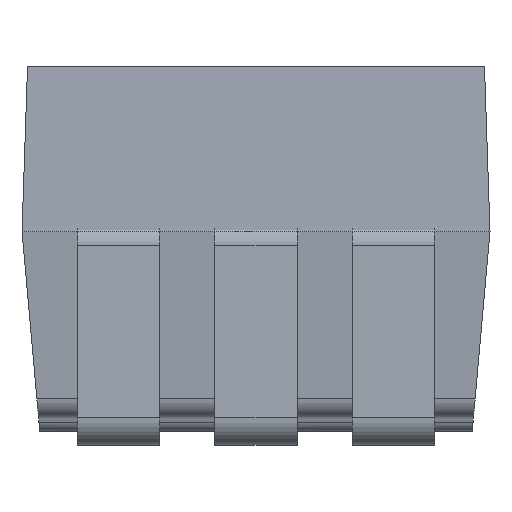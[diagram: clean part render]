
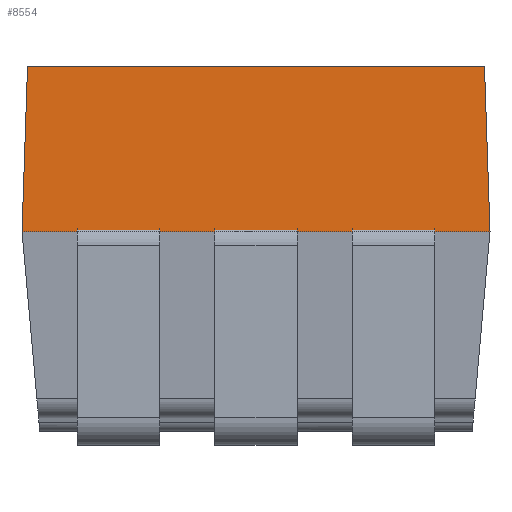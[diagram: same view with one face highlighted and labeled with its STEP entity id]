
A CAD part, front view. The second image highlights one B-rep face of the part: STEP entity #8554.
In plain terms, the highlighted planar face has unit normal (0, -0.999, 0.033).
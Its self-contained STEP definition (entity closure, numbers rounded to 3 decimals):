
#7786 = PLANE('',#7787);
#7787 = AXIS2_PLACEMENT_3D('',#7788,#7789,#7790);
#7788 = CARTESIAN_POINT('',(-1.68,0.,-0.601));
#7789 = DIRECTION('',(-0.999,0.,0.033));
#7790 = DIRECTION('',(0.033,0.,0.999));
#8006 = PLANE('',#8007);
#8007 = AXIS2_PLACEMENT_3D('',#8008,#8009,#8010);
#8008 = CARTESIAN_POINT('',(1.68,0.,-0.601));
#8009 = DIRECTION('',(0.999,0.,0.033));
#8010 = DIRECTION('',(0.,-1.,0.));
#8058 = PLANE('',#8059);
#8059 = AXIS2_PLACEMENT_3D('',#8060,#8061,#8062);
#8060 = CARTESIAN_POINT('',(0.,0.,-1.201));
#8061 = DIRECTION('',(0.,0.,-1.));
#8062 = DIRECTION('',(0.,1.,0.));
#8076 = VERTEX_POINT('',#8077);
#8077 = CARTESIAN_POINT('',(1.7,-1.7,-1.201));
#8098 = EDGE_CURVE('',#8076,#8099,#8101,.T.);
#8099 = VERTEX_POINT('',#8100);
#8100 = CARTESIAN_POINT('',(-1.7,-1.7,-1.201));
#8101 = SURFACE_CURVE('',#8102,(#8106,#8113),.PCURVE_S1.);
#8102 = LINE('',#8103,#8104);
#8103 = CARTESIAN_POINT('',(1.7,-1.7,-1.201));
#8104 = VECTOR('',#8105,1.);
#8105 = DIRECTION('',(-1.,0.,0.));
#8106 = PCURVE('',#8058,#8107);
#8107 = DEFINITIONAL_REPRESENTATION('',(#8108),#8112);
#8108 = LINE('',#8109,#8110);
#8109 = CARTESIAN_POINT('',(-1.7,1.7));
#8110 = VECTOR('',#8111,1.);
#8111 = DIRECTION('',(0.,-1.));
#8112 = ( GEOMETRIC_REPRESENTATION_CONTEXT(2) 
PARAMETRIC_REPRESENTATION_CONTEXT() REPRESENTATION_CONTEXT('2D SPACE',''
  ) );
#8113 = PCURVE('',#8114,#8119);
#8114 = PLANE('',#8115);
#8115 = AXIS2_PLACEMENT_3D('',#8116,#8117,#8118);
#8116 = CARTESIAN_POINT('',(0.,-1.68,-0.601));
#8117 = DIRECTION('',(0.,-0.999,0.033));
#8118 = DIRECTION('',(0.,-0.033,-0.999));
#8119 = DEFINITIONAL_REPRESENTATION('',(#8120),#8124);
#8120 = LINE('',#8121,#8122);
#8121 = CARTESIAN_POINT('',(0.6,1.7));
#8122 = VECTOR('',#8123,1.);
#8123 = DIRECTION('',(-0.,-1.));
#8124 = ( GEOMETRIC_REPRESENTATION_CONTEXT(2) 
PARAMETRIC_REPRESENTATION_CONTEXT() REPRESENTATION_CONTEXT('2D SPACE',''
  ) );
#8253 = EDGE_CURVE('',#8254,#8099,#8256,.T.);
#8254 = VERTEX_POINT('',#8255);
#8255 = CARTESIAN_POINT('',(-1.66,-1.66,0.));
#8256 = SURFACE_CURVE('',#8257,(#8261,#8268),.PCURVE_S1.);
#8257 = LINE('',#8258,#8259);
#8258 = CARTESIAN_POINT('',(-1.66,-1.66,0.));
#8259 = VECTOR('',#8260,1.);
#8260 = DIRECTION('',(-0.033,-0.033,
    -0.999));
#8261 = PCURVE('',#7786,#8262);
#8262 = DEFINITIONAL_REPRESENTATION('',(#8263),#8267);
#8263 = LINE('',#8264,#8265);
#8264 = CARTESIAN_POINT('',(0.6,-1.66));
#8265 = VECTOR('',#8266,1.);
#8266 = DIRECTION('',(-0.999,-0.033));
#8267 = ( GEOMETRIC_REPRESENTATION_CONTEXT(2) 
PARAMETRIC_REPRESENTATION_CONTEXT() REPRESENTATION_CONTEXT('2D SPACE',''
  ) );
#8268 = PCURVE('',#8114,#8269);
#8269 = DEFINITIONAL_REPRESENTATION('',(#8270),#8274);
#8270 = LINE('',#8271,#8272);
#8271 = CARTESIAN_POINT('',(-0.6,-1.66));
#8272 = VECTOR('',#8273,1.);
#8273 = DIRECTION('',(0.999,-0.033));
#8274 = ( GEOMETRIC_REPRESENTATION_CONTEXT(2) 
PARAMETRIC_REPRESENTATION_CONTEXT() REPRESENTATION_CONTEXT('2D SPACE',''
  ) );
#8292 = PLANE('',#8293);
#8293 = AXIS2_PLACEMENT_3D('',#8294,#8295,#8296);
#8294 = CARTESIAN_POINT('',(0.,0.,0.));
#8295 = DIRECTION('',(0.,0.,-1.));
#8296 = DIRECTION('',(0.,1.,0.));
#8507 = VERTEX_POINT('',#8508);
#8508 = CARTESIAN_POINT('',(1.66,-1.66,0.));
#8529 = EDGE_CURVE('',#8507,#8076,#8530,.T.);
#8530 = SURFACE_CURVE('',#8531,(#8535,#8542),.PCURVE_S1.);
#8531 = LINE('',#8532,#8533);
#8532 = CARTESIAN_POINT('',(1.66,-1.66,0.));
#8533 = VECTOR('',#8534,1.);
#8534 = DIRECTION('',(0.033,-0.033,
    -0.999));
#8535 = PCURVE('',#8006,#8536);
#8536 = DEFINITIONAL_REPRESENTATION('',(#8537),#8541);
#8537 = LINE('',#8538,#8539);
#8538 = CARTESIAN_POINT('',(1.66,-0.6));
#8539 = VECTOR('',#8540,1.);
#8540 = DIRECTION('',(0.033,0.999));
#8541 = ( GEOMETRIC_REPRESENTATION_CONTEXT(2) 
PARAMETRIC_REPRESENTATION_CONTEXT() REPRESENTATION_CONTEXT('2D SPACE',''
  ) );
#8542 = PCURVE('',#8114,#8543);
#8543 = DEFINITIONAL_REPRESENTATION('',(#8544),#8548);
#8544 = LINE('',#8545,#8546);
#8545 = CARTESIAN_POINT('',(-0.6,1.66));
#8546 = VECTOR('',#8547,1.);
#8547 = DIRECTION('',(0.999,0.033));
#8548 = ( GEOMETRIC_REPRESENTATION_CONTEXT(2) 
PARAMETRIC_REPRESENTATION_CONTEXT() REPRESENTATION_CONTEXT('2D SPACE',''
  ) );
#8554 = ADVANCED_FACE('',(#8555),#8114,.T.);
#8555 = FACE_BOUND('',#8556,.T.);
#8556 = EDGE_LOOP('',(#8557,#8558,#8559,#8560));
#8557 = ORIENTED_EDGE('',*,*,#8253,.T.);
#8558 = ORIENTED_EDGE('',*,*,#8098,.F.);
#8559 = ORIENTED_EDGE('',*,*,#8529,.F.);
#8560 = ORIENTED_EDGE('',*,*,#8561,.T.);
#8561 = EDGE_CURVE('',#8507,#8254,#8562,.T.);
#8562 = SURFACE_CURVE('',#8563,(#8567,#8574),.PCURVE_S1.);
#8563 = LINE('',#8564,#8565);
#8564 = CARTESIAN_POINT('',(1.66,-1.66,0.));
#8565 = VECTOR('',#8566,1.);
#8566 = DIRECTION('',(-1.,0.,0.));
#8567 = PCURVE('',#8114,#8568);
#8568 = DEFINITIONAL_REPRESENTATION('',(#8569),#8573);
#8569 = LINE('',#8570,#8571);
#8570 = CARTESIAN_POINT('',(-0.6,1.66));
#8571 = VECTOR('',#8572,1.);
#8572 = DIRECTION('',(-0.,-1.));
#8573 = ( GEOMETRIC_REPRESENTATION_CONTEXT(2) 
PARAMETRIC_REPRESENTATION_CONTEXT() REPRESENTATION_CONTEXT('2D SPACE',''
  ) );
#8574 = PCURVE('',#8292,#8575);
#8575 = DEFINITIONAL_REPRESENTATION('',(#8576),#8580);
#8576 = LINE('',#8577,#8578);
#8577 = CARTESIAN_POINT('',(-1.66,1.66));
#8578 = VECTOR('',#8579,1.);
#8579 = DIRECTION('',(0.,-1.));
#8580 = ( GEOMETRIC_REPRESENTATION_CONTEXT(2) 
PARAMETRIC_REPRESENTATION_CONTEXT() REPRESENTATION_CONTEXT('2D SPACE',''
  ) );
